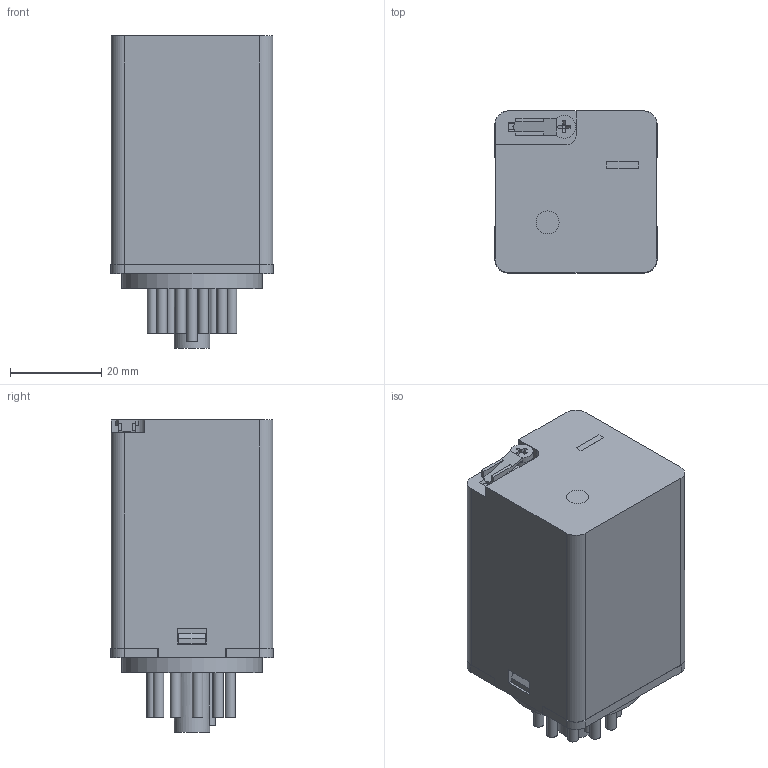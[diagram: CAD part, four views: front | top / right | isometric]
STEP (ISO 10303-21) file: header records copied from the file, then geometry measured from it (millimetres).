
FILE_DESCRIPTION(/* description */ (''),/* implementation_level */ '2;1');
FILE_NAME(/* name */ '3d_HR703CA230.stp',/* time_stamp */ '2018-11-13T08:10:36+01:00',/* author */ ('Andrzej'),/* organization */ (''),/* preprocessor_version */ 'ST-DEVELOPER v16.13',/* originating_system */ 'AutoCAD Mechanical',/* authorisation */ '');
FILE_SCHEMA (('AUTOMOTIVE_DESIGN { 1 0 10303 214 3 1 1 }'));
Length unit declared in the file: millimetre
Products named in the file (1): Product
Bounding box: 35.5 x 35.5 x 68.3 mm (x, y, z)
Volume: 67732 mm3; surface area: 11892.1 mm2
Topology: 2 solids, 2 shells, 160 faces, 374 edges, 247 vertices
Faces by surface type: plane 117, cylinder 41, sphere 1, cone 1
Full cylindrical faces by diameter (mm): 2.3 x11, 3.4 x1, 3.5 x1, 4.6 x11, 5 x1, 7.85 x1, 30.8 x1
Entity records: 4396 total; most frequent: CARTESIAN_POINT 775, DIRECTION 740, ORIENTED_EDGE 678, EDGE_CURVE 339, AXIS2_PLACEMENT_3D 250, VERTEX_POINT 241, LINE 240, VECTOR 240
